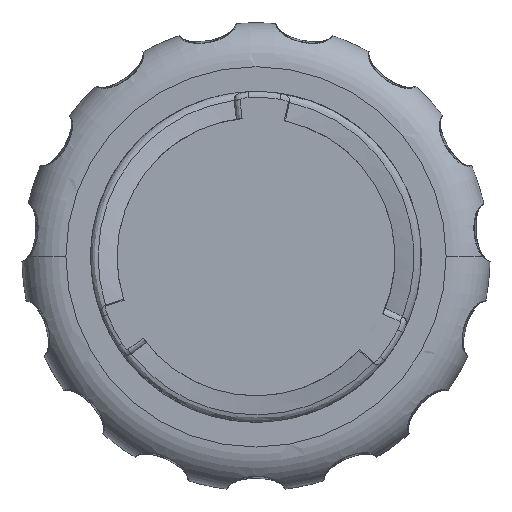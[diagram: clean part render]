
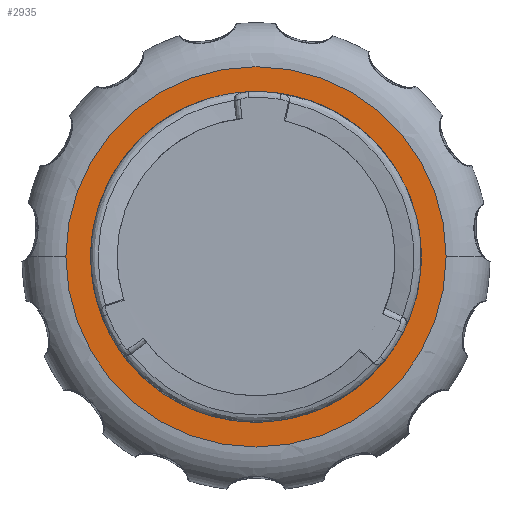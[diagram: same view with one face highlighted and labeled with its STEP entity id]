
A CAD part, front view. The second image highlights one B-rep face of the part: STEP entity #2935.
In plain terms, the highlighted planar face has unit normal (0, -1, 0).
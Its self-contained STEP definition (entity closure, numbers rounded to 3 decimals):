
#1=CARTESIAN_POINT('',(0.,0.,0.));
#2=DIRECTION('',(0.,-1.,0.));
#3=DIRECTION('',(-1.,0.,0.));
#4=AXIS2_PLACEMENT_3D('',#1,#2,#3);
#6=CARTESIAN_POINT('',(0.,0.,0.));
#7=DIRECTION('',(0.,-1.,0.));
#8=DIRECTION('',(1.,0.,0.));
#9=AXIS2_PLACEMENT_3D('',#6,#7,#8);
#11=CARTESIAN_POINT('',(0.,0.,0.));
#12=DIRECTION('',(0.,-1.,0.));
#13=DIRECTION('',(-1.,0.,0.));
#14=AXIS2_PLACEMENT_3D('',#11,#12,#13);
#16=CARTESIAN_POINT('',(0.,0.,0.));
#17=DIRECTION('',(0.,-1.,0.));
#18=DIRECTION('',(1.,0.,0.));
#19=AXIS2_PLACEMENT_3D('',#16,#17,#18);
#2686=CARTESIAN_POINT('',(-9.5,0.,0.));
#2687=CARTESIAN_POINT('',(9.5,0.,0.));
#2688=VERTEX_POINT('',#2686);
#2689=VERTEX_POINT('',#2687);
#2790=CARTESIAN_POINT('',(-13.,0.,0.));
#2791=CARTESIAN_POINT('',(13.,0.,0.));
#2792=VERTEX_POINT('',#2790);
#2793=VERTEX_POINT('',#2791);
#2918=CARTESIAN_POINT('',(0.,0.,0.));
#2919=DIRECTION('',(0.,1.,0.));
#2920=DIRECTION('',(1.,0.,0.));
#2921=AXIS2_PLACEMENT_3D('',#2918,#2919,#2920);
#2922=PLANE('',#2921);
#2924=ORIENTED_EDGE('',*,*,#2923,.F.);
#2926=ORIENTED_EDGE('',*,*,#2925,.F.);
#2927=EDGE_LOOP('',(#2924,#2926));
#2928=FACE_OUTER_BOUND('',#2927,.F.);
#2930=ORIENTED_EDGE('',*,*,#2929,.T.);
#2932=ORIENTED_EDGE('',*,*,#2931,.T.);
#2933=EDGE_LOOP('',(#2930,#2932));
#2934=FACE_BOUND('',#2933,.F.);
#2935=ADVANCED_FACE('',(#2928,#2934),#2922,.F.);
#5=CIRCLE('',#4,9.5);
#10=CIRCLE('',#9,9.5);
#15=CIRCLE('',#14,13.);
#20=CIRCLE('',#19,13.);
#2923=EDGE_CURVE('',#2792,#2793,#15,.T.);
#2925=EDGE_CURVE('',#2793,#2792,#20,.T.);
#2929=EDGE_CURVE('',#2688,#2689,#5,.T.);
#2931=EDGE_CURVE('',#2689,#2688,#10,.T.);
